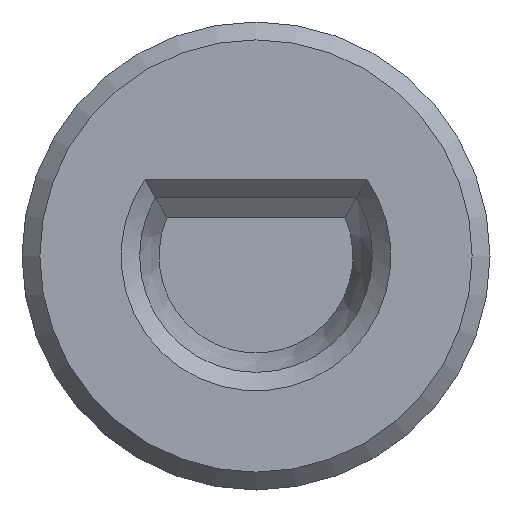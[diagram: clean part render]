
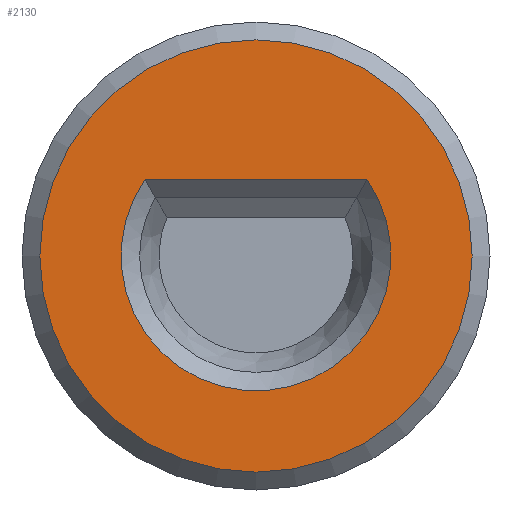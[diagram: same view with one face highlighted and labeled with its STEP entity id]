
A CAD part, front view. The second image highlights one B-rep face of the part: STEP entity #2130.
In plain terms, the highlighted planar face has unit normal (0, -1, 0).
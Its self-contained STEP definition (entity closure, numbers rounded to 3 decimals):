
#169=FACE_BOUND('',#398,.T.);
#171=CIRCLE('',#2280,3.65);
#173=CIRCLE('',#2284,5.85);
#260=FACE_OUTER_BOUND('',#397,.T.);
#397=EDGE_LOOP('',(#1406));
#398=EDGE_LOOP('',(#1407,#1408));
#771=LINE('',#2741,#785);
#785=VECTOR('',#2429,10.);
#799=VERTEX_POINT('',#2739);
#800=VERTEX_POINT('',#2740);
#806=VERTEX_POINT('',#2765);
#1029=EDGE_CURVE('',#799,#800,#771,.T.);
#1034=EDGE_CURVE('',#800,#799,#171,.T.);
#1039=EDGE_CURVE('',#806,#806,#173,.T.);
#1406=ORIENTED_EDGE('',*,*,#1039,.F.);
#1407=ORIENTED_EDGE('',*,*,#1029,.F.);
#1408=ORIENTED_EDGE('',*,*,#1034,.F.);
#2123=PLANE('',#2283);
#2130=ADVANCED_FACE('',(#260,#169),#2123,.T.);
#2280=AXIS2_PLACEMENT_3D('',#2755,#2435,#2436);
#2283=AXIS2_PLACEMENT_3D('',#2764,#2444,#2445);
#2284=AXIS2_PLACEMENT_3D('',#2766,#2446,#2447);
#2429=DIRECTION('',(-1.,0.,0.));
#2435=DIRECTION('center_axis',(0.,-1.,0.));
#2436=DIRECTION('ref_axis',(1.,0.,0.));
#2444=DIRECTION('center_axis',(0.,-1.,0.));
#2445=DIRECTION('ref_axis',(0.,0.,-1.));
#2446=DIRECTION('center_axis',(0.,1.,0.));
#2447=DIRECTION('ref_axis',(0.,0.,
1.));
#2739=CARTESIAN_POINT('',(3.003,0.,2.075));
#2740=CARTESIAN_POINT('',(-3.003,0.,2.075));
#2741=CARTESIAN_POINT('',(1.364,0.,2.075));
#2755=CARTESIAN_POINT('Origin',(0.,0.,
0.));
#2764=CARTESIAN_POINT('Origin',(0.,0.,
-6.35));
#2765=CARTESIAN_POINT('',(0.,0.,-5.85));
#2766=CARTESIAN_POINT('Origin',(0.,0.,
0.));
